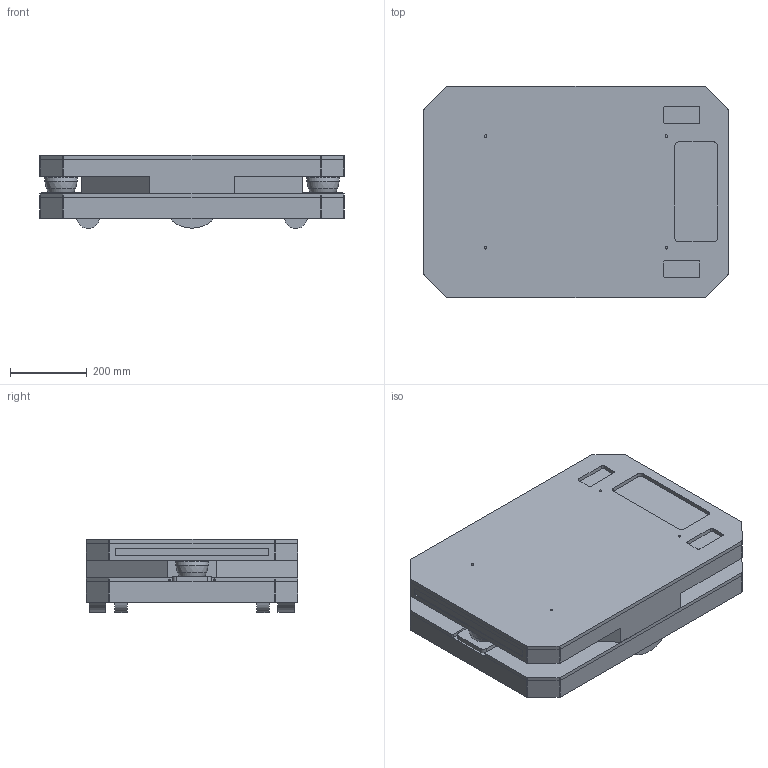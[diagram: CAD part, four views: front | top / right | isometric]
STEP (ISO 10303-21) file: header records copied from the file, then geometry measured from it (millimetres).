
FILE_DESCRIPTION(/* description */ (''),/* implementation_level */ '2;1');
FILE_NAME(/* name */ 'Rebel_move_pro_V1.step',/* time_stamp */ '2025-04-11T12:05:28+02:00',/* author */ (''),/* organization */ (''),/* preprocessor_version */ 'ST-DEVELOPER v20.1',/* originating_system */ 'Autodesk Translation Framework v14.4.0.0',/* authorisation */ '');
FILE_SCHEMA (('AUTOMOTIVE_DESIGN { 1 0 10303 214 3 1 1 }'));
Length unit declared in the file: millimetre
Products named in the file (9): CAD_Simple; Raeder; Komponente2; Komponente3; Komponente4; Komponente165(Spiegeln); Komponente166(Spiegeln); Komponente167(Spiegeln); Sick_Nanoscan
Assembly tree (8 placements, depth 3):
  CAD_Simple
    Raeder
      Komponente2
      Komponente3
      Komponente4
      Komponente165(Spiegeln)
      Komponente166(Spiegeln)
      Komponente167(Spiegeln)
    Sick_Nanoscan
Bounding box: 790 x 550 x 190 mm (x, y, z)
Volume: 63652489 mm3; surface area: 3985097.5 mm2
Topology: 14 solids, 14 shells, 206 faces, 508 edges, 336 vertices
Faces by surface type: plane 114, cylinder 80, cone 6, torus 4, bspline 2
Full cylindrical faces by diameter (mm): 6.8 x4, 60 x4
Entity records: 6462 total; most frequent: DIRECTION 1132, CARTESIAN_POINT 1119, ORIENTED_EDGE 1016, EDGE_CURVE 508, AXIS2_PLACEMENT_3D 403, VERTEX_POINT 336, LINE 326, VECTOR 326
